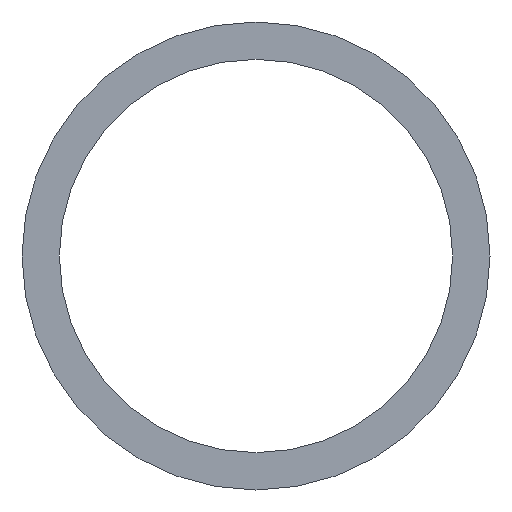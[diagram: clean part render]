
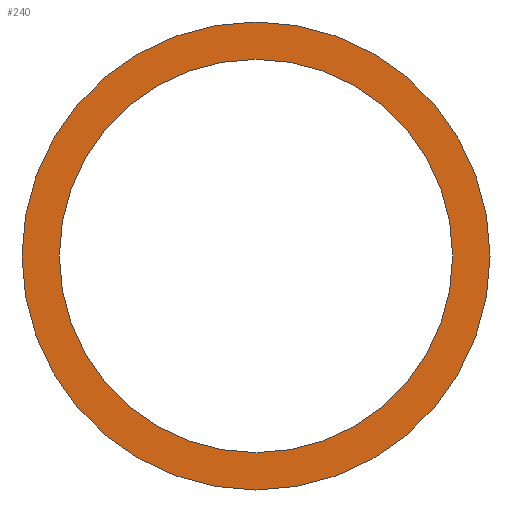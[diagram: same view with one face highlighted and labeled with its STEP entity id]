
A CAD part, left-side view. The second image highlights one B-rep face of the part: STEP entity #240.
In plain terms, the highlighted planar face has unit normal (-1, 0, 0).
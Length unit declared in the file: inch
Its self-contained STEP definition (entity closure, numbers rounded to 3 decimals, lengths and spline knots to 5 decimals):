
#5 = VERTEX_POINT ( 'NONE', #49 ) ;
#7 = EDGE_CURVE ( 'NONE', #5, #8, #48, .T. ) ;
#8 = VERTEX_POINT ( 'NONE', #53 ) ;
#12 = VERTEX_POINT ( 'NONE', #66 ) ;
#13 = EDGE_CURVE ( 'NONE', #8, #5, #64, .T. ) ;
#18 = ORIENTED_EDGE ( 'NONE', *, *, #7, .F. ) ;
#48 = CIRCLE ( 'NONE', #52, 0.395 ) ;
#49 = CARTESIAN_POINT ( 'NONE',  ( 0., 0., -0.395 ) ) ;
#50 = DIRECTION ( 'NONE',  ( -1., 0., 0. ) ) ;
#51 = CARTESIAN_POINT ( 'NONE',  ( 0., 0., 0. ) ) ;
#52 = AXIS2_PLACEMENT_3D ( 'NONE', #51, #50, #54 ) ;
#53 = CARTESIAN_POINT ( 'NONE',  ( 0., 0., 0.395 ) ) ;
#54 = DIRECTION ( 'NONE',  ( 0., 0., 1. ) ) ;
#57 = AXIS2_PLACEMENT_3D ( 'NONE', #59, #58, #70 ) ;
#58 = DIRECTION ( 'NONE',  ( -1., 0., 0. ) ) ;
#59 = CARTESIAN_POINT ( 'NONE',  ( 0., 0., 0. ) ) ;
#64 = CIRCLE ( 'NONE', #57, 0.395 ) ;
#66 = CARTESIAN_POINT ( 'NONE',  ( 0., 0., -0.47 ) ) ;
#70 = DIRECTION ( 'NONE',  ( 0., 0., 1. ) ) ;
#111 = CIRCLE ( 'NONE', #139, 0.47 ) ;
#112 = CARTESIAN_POINT ( 'NONE',  ( 0., 0., 0. ) ) ;
#113 = DIRECTION ( 'NONE',  ( -1., 0., 0. ) ) ;
#114 = DIRECTION ( 'NONE',  ( 0., 0., 1. ) ) ;
#115 = DIRECTION ( 'NONE',  ( -1., 0., 0. ) ) ;
#116 = CARTESIAN_POINT ( 'NONE',  ( 0., -0.395, 0. ) ) ;
#117 = AXIS2_PLACEMENT_3D ( 'NONE', #116, #115, #114 ) ;
#118 = CARTESIAN_POINT ( 'NONE',  ( 0., 0., 0. ) ) ;
#119 = CARTESIAN_POINT ( 'NONE',  ( 0., 0., 0.47 ) ) ;
#120 = DIRECTION ( 'NONE',  ( 0., 0., 1. ) ) ;
#121 = FACE_BOUND ( 'NONE', #245, .T. ) ;
#122 = FACE_OUTER_BOUND ( 'NONE', #241, .T. ) ;
#139 = AXIS2_PLACEMENT_3D ( 'NONE', #112, #113, #120 ) ;
#140 = DIRECTION ( 'NONE',  ( 0., 0., 1. ) ) ;
#141 = DIRECTION ( 'NONE',  ( -1., 0., 0. ) ) ;
#142 = AXIS2_PLACEMENT_3D ( 'NONE', #118, #141, #140 ) ;
#143 = CIRCLE ( 'NONE', #142, 0.47 ) ;
#181 = PLANE ( 'NONE',  #117 ) ;
#236 = EDGE_CURVE ( 'NONE', #237, #12, #111, .T. ) ;
#237 = VERTEX_POINT ( 'NONE', #119 ) ;
#240 = ADVANCED_FACE ( 'NONE', ( #122, #121 ), #181, .T. ) ;
#241 = EDGE_LOOP ( 'NONE', ( #242, #243 ) ) ;
#242 = ORIENTED_EDGE ( 'NONE', *, *, #236, .T. ) ;
#243 = ORIENTED_EDGE ( 'NONE', *, *, #244, .T. ) ;
#244 = EDGE_CURVE ( 'NONE', #12, #237, #143, .T. ) ;
#245 = EDGE_LOOP ( 'NONE', ( #246, #18 ) ) ;
#246 = ORIENTED_EDGE ( 'NONE', *, *, #13, .F. ) ;
